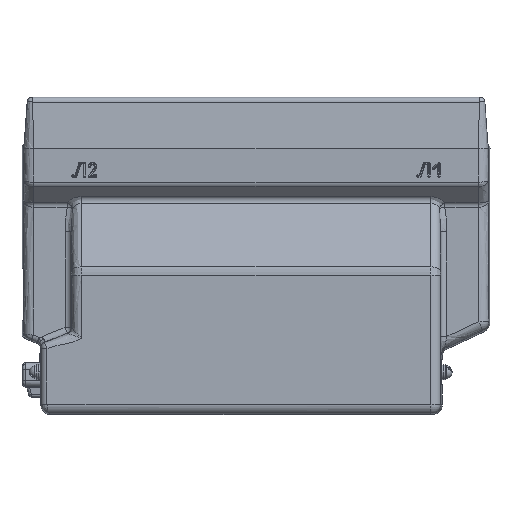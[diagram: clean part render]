
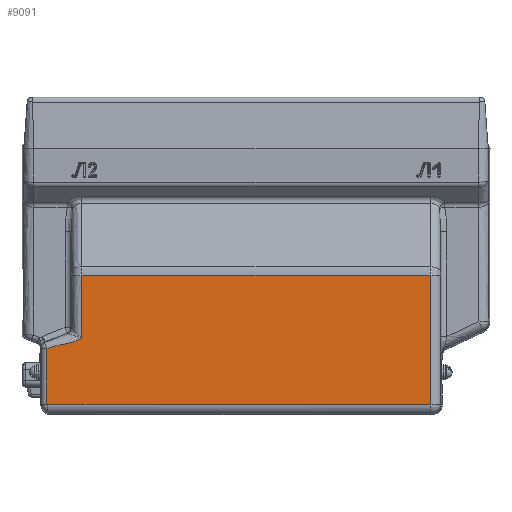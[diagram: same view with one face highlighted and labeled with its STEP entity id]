
A CAD part, top view. The second image highlights one B-rep face of the part: STEP entity #9091.
In plain terms, the highlighted planar face has unit normal (0, 0, 1).
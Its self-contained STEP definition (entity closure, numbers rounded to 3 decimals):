
#9091 = ADVANCED_FACE ( 'NONE', ( #47752 ), #47258, .T. ) ;
#12170 = LINE ( 'NONE', #13396, #12174 ) ;
#12172 = LINE ( 'NONE', #13402, #12173 ) ;
#12173 = VECTOR ( 'NONE', #13403, 1000. ) ;
#12174 = VECTOR ( 'NONE', #13405, 1000. ) ;
#13396 = CARTESIAN_POINT ( 'NONE',  ( 335., 8., 74. ) ) ;
#13402 = CARTESIAN_POINT ( 'NONE',  ( 23., 111.621, 74. ) ) ;
#13403 = DIRECTION ( 'NONE',  ( -1., 0., 0. ) ) ;
#13405 = DIRECTION ( 'NONE',  ( 1., 0., 0. ) ) ;
#15604 = LINE ( 'NONE', #17381, #15607 ) ;
#15607 = VECTOR ( 'NONE', #17382, 1000. ) ;
#16004 = LINE ( 'NONE', #19812, #16005 ) ;
#16005 = VECTOR ( 'NONE', #19813, 1000. ) ;
#17152 = CARTESIAN_POINT ( 'NONE',  ( 47.793, 111.621, 74. ) ) ;
#17157 = CARTESIAN_POINT ( 'NONE',  ( 47.793, 96.414, 74. ) ) ;
#17158 = CARTESIAN_POINT ( 'NONE',  ( 47.793, 81.207, 74. ) ) ;
#17159 = CARTESIAN_POINT ( 'NONE',  ( 47.793, 66., 74. ) ) ;
#17160 = CARTESIAN_POINT ( 'NONE',  ( 47.793, 64.241, 74. ) ) ;
#17161 = CARTESIAN_POINT ( 'NONE',  ( 47.793, 62.482, 74. ) ) ;
#17162 = CARTESIAN_POINT ( 'NONE',  ( 47.793, 60.724, 74. ) ) ;
#17185 = CARTESIAN_POINT ( 'NONE',  ( 47.793, 60.724, 74. ) ) ;
#17190 = CARTESIAN_POINT ( 'NONE',  ( 46.16, 60.071, 74. ) ) ;
#17191 = CARTESIAN_POINT ( 'NONE',  ( 44.527, 59.417, 74. ) ) ;
#17192 = CARTESIAN_POINT ( 'NONE',  ( 42.894, 58.764, 74. ) ) ;
#17193 = CARTESIAN_POINT ( 'NONE',  ( 35.625, 55.856, 74. ) ) ;
#17194 = CARTESIAN_POINT ( 'NONE',  ( 27.27, 55.662, 74. ) ) ;
#17195 = CARTESIAN_POINT ( 'NONE',  ( 20., 52.754, 74. ) ) ;
#17381 = CARTESIAN_POINT ( 'NONE',  ( 20., 8., 74. ) ) ;
#17382 = DIRECTION ( 'NONE',  ( 0., -1., 0. ) ) ;
#19812 = CARTESIAN_POINT ( 'NONE',  ( 327.207, 115., 74. ) ) ;
#19813 = DIRECTION ( 'NONE',  ( 0., 1., 0. ) ) ;
#21505 = EDGE_CURVE ( 'NONE', #30153, #30371, #12172, .T. ) ;
#21507 = EDGE_CURVE ( 'NONE', #30387, #30157, #12170, .T. ) ;
#21845 = CARTESIAN_POINT ( 'NONE',  ( 327.207, 111.621, 74. ) ) ;
#21852 = CARTESIAN_POINT ( 'NONE',  ( 327.207, 8., 74. ) ) ;
#22245 = CARTESIAN_POINT ( 'NONE',  ( 47.793, 111.621, 74. ) ) ;
#22256 = CARTESIAN_POINT ( 'NONE',  ( 47.793, 60.724, 74. ) ) ;
#22274 = CARTESIAN_POINT ( 'NONE',  ( 20., 8., 74. ) ) ;
#22278 = CARTESIAN_POINT ( 'NONE',  ( 20., 52.754, 74. ) ) ;
#23478 = ORIENTED_EDGE ( 'NONE', *, *, #21505, .T. ) ;
#23480 = ORIENTED_EDGE ( 'NONE', *, *, #28530, .T. ) ;
#23483 = ORIENTED_EDGE ( 'NONE', *, *, #28546, .T. ) ;
#23485 = ORIENTED_EDGE ( 'NONE', *, *, #28599, .T. ) ;
#23487 = ORIENTED_EDGE ( 'NONE', *, *, #21507, .T. ) ;
#23488 = ORIENTED_EDGE ( 'NONE', *, *, #29081, .T. ) ;
#26230 = EDGE_LOOP ( 'NONE', ( #23478, #23480, #23483, #23485, #23487, #23488 ) ) ;
#28530 = EDGE_CURVE ( 'NONE', #30371, #30377, #31759, .T. ) ;
#28546 = EDGE_CURVE ( 'NONE', #30377, #30389, #31765, .T. ) ;
#28599 = EDGE_CURVE ( 'NONE', #30389, #30387, #15604, .T. ) ;
#29081 = EDGE_CURVE ( 'NONE', #30157, #30153, #16004, .T. ) ;
#30153 = VERTEX_POINT ( 'NONE', #21845 ) ;
#30157 = VERTEX_POINT ( 'NONE', #21852 ) ;
#30371 = VERTEX_POINT ( 'NONE', #22245 ) ;
#30377 = VERTEX_POINT ( 'NONE', #22256 ) ;
#30387 = VERTEX_POINT ( 'NONE', #22274 ) ;
#30389 = VERTEX_POINT ( 'NONE', #22278 ) ;
#31759 = B_SPLINE_CURVE_WITH_KNOTS ( 'NONE', 3,
 ( #17152, #17157, #17158, #17159, #17160, #17161, #17162 ),
 .UNSPECIFIED., .F., .F.,
 ( 4, 3, 4 ),
 ( 0., 0.299, 0.333 ),
 .UNSPECIFIED. ) ;
#31765 = B_SPLINE_CURVE_WITH_KNOTS ( 'NONE', 3,
 ( #17185, #17190, #17191, #17192, #17193, #17194, #17195 ),
 .UNSPECIFIED., .F., .F.,
 ( 4, 3, 4 ),
 ( 0.667, 0.728, 1. ),
 .UNSPECIFIED. ) ;
#38292 = AXIS2_PLACEMENT_3D ( 'NONE', #47256, #47261, #47262 ) ;
#47256 = CARTESIAN_POINT ( 'NONE',  ( 23., 8., 74. ) ) ;
#47258 = PLANE ( 'NONE',  #38292 ) ;
#47261 = DIRECTION ( 'NONE',  ( 0., 0., 1. ) ) ;
#47262 = DIRECTION ( 'NONE',  ( 1., 0., 0. ) ) ;
#47752 = FACE_OUTER_BOUND ( 'NONE', #26230, .T. ) ;
